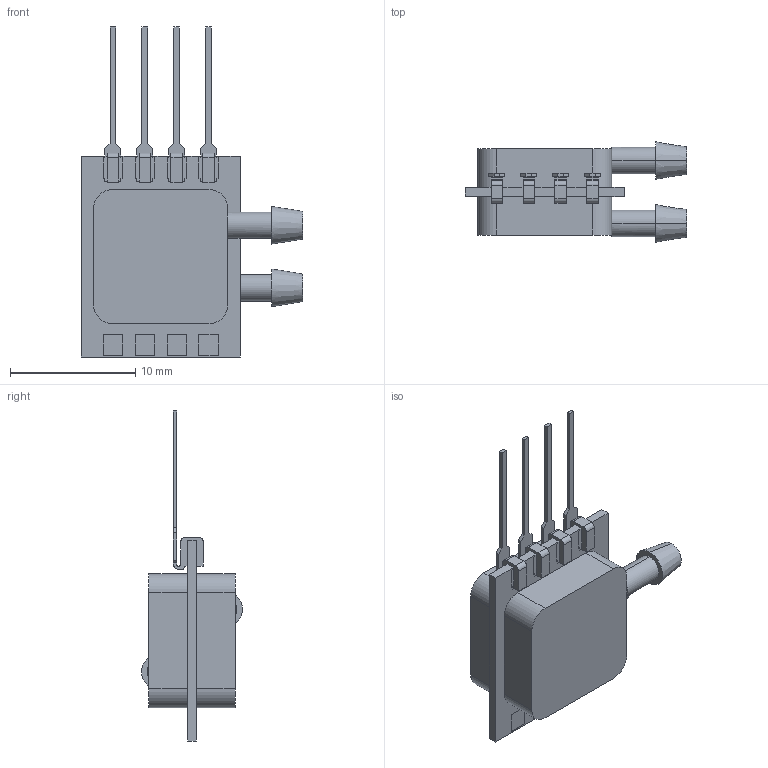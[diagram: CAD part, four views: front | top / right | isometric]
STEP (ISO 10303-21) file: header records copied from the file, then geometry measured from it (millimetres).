
FILE_DESCRIPTION (( 'STEP AP203' ), '1' );
FILE_NAME ('F1ST_STEP.STEP', '2018-04-13T19:38:59', ( 'user' ), ( '' ), 'SwSTEP 2.0', 'SolidWorks 2010', '' );
FILE_SCHEMA (( 'CONFIG_CONTROL_DESIGN' ));
Length unit declared in the file: inch
Products named in the file (1): F1ST_STEP
Bounding box: 17.69 x 8.02 x 26.3 mm (x, y, z)
Volume: 905 mm3; surface area: 930.6 mm2
Topology: 1 solids, 1 shells, 315 faces, 890 edges, 592 vertices
Faces by surface type: plane 259, cylinder 52, cone 4
Entity records: 10183 total; most frequent: CARTESIAN_POINT 1798, ORIENTED_EDGE 1780, DIRECTION 1654, EDGE_CURVE 890, LINE 758, VECTOR 758, VERTEX_POINT 592, AXIS2_PLACEMENT_3D 448
